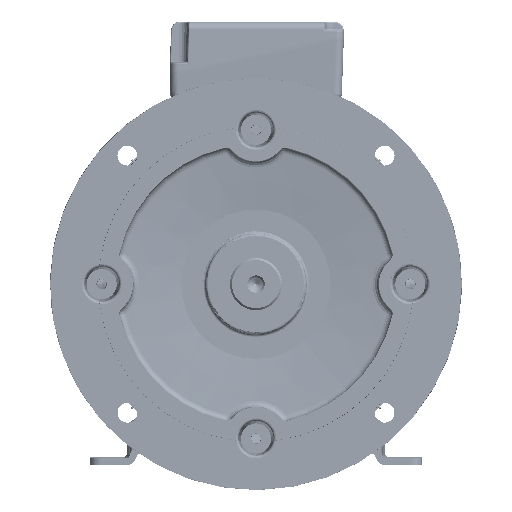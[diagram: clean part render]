
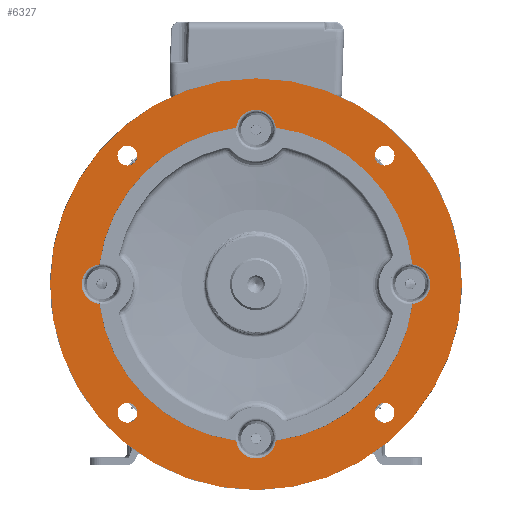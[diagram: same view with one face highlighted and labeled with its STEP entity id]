
A CAD part, left-side view. The second image highlights one B-rep face of the part: STEP entity #6327.
In plain terms, the highlighted planar face has unit normal (-1, 0, 0).
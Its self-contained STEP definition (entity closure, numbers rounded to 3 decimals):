
#6327 = ADVANCED_FACE( '', ( #16602, #16603, #16604, #16605, #16606, #16607 ), #16608, .T. );
#16602 = FACE_BOUND( '', #50087, .T. );
#16603 = FACE_BOUND( '', #50088, .T. );
#16604 = FACE_BOUND( '', #50089, .T. );
#16605 = FACE_BOUND( '', #50090, .T. );
#16606 = FACE_OUTER_BOUND( '', #50091, .T. );
#16607 = FACE_BOUND( '', #50092, .T. );
#16608 = PLANE( '', #50093 );
#50087 = EDGE_LOOP( '', ( #162648 ) );
#50088 = EDGE_LOOP( '', ( #162649 ) );
#50089 = EDGE_LOOP( '', ( #162650 ) );
#50090 = EDGE_LOOP( '', ( #162651 ) );
#50091 = EDGE_LOOP( '', ( #162652 ) );
#50092 = EDGE_LOOP( '', ( #162653, #162654, #162655, #162656, #162657, #162658, #162659, #162660 ) );
#50093 = AXIS2_PLACEMENT_3D( '', #162661, #162662, #162663 );
#162648 = ORIENTED_EDGE( '', *, *, #197500, .F. );
#162649 = ORIENTED_EDGE( '', *, *, #197501, .F. );
#162650 = ORIENTED_EDGE( '', *, *, #193821, .F. );
#162651 = ORIENTED_EDGE( '', *, *, #197502, .F. );
#162652 = ORIENTED_EDGE( '', *, *, #195797, .T. );
#162653 = ORIENTED_EDGE( '', *, *, #197503, .F. );
#162654 = ORIENTED_EDGE( '', *, *, #197504, .T. );
#162655 = ORIENTED_EDGE( '', *, *, #194115, .F. );
#162656 = ORIENTED_EDGE( '', *, *, #197505, .T. );
#162657 = ORIENTED_EDGE( '', *, *, #197506, .F. );
#162658 = ORIENTED_EDGE( '', *, *, #197507, .T. );
#162659 = ORIENTED_EDGE( '', *, *, #195275, .F. );
#162660 = ORIENTED_EDGE( '', *, *, #197508, .T. );
#162661 = CARTESIAN_POINT( '', ( -325.799, 0., 115. ) );
#162662 = DIRECTION( '', ( -1., 0., 0. ) );
#162663 = DIRECTION( '', ( 0., 0., 1. ) );
#193821 = EDGE_CURVE( '', #209971, #209971, #209972, .T. );
#194115 = EDGE_CURVE( '', #210499, #210501, #210502, .T. );
#195275 = EDGE_CURVE( '', #212538, #212540, #212541, .T. );
#195797 = EDGE_CURVE( '', #213433, #213433, #213434, .T. );
#197500 = EDGE_CURVE( '', #216275, #216275, #216276, .T. );
#197501 = EDGE_CURVE( '', #216277, #216277, #216278, .T. );
#197502 = EDGE_CURVE( '', #216279, #216279, #216280, .T. );
#197503 = EDGE_CURVE( '', #216281, #216282, #216283, .T. );
#197504 = EDGE_CURVE( '', #216281, #210501, #216284, .F. );
#197505 = EDGE_CURVE( '', #210499, #216285, #216286, .F. );
#197506 = EDGE_CURVE( '', #216287, #216285, #216288, .T. );
#197507 = EDGE_CURVE( '', #216287, #212540, #216289, .F. );
#197508 = EDGE_CURVE( '', #212538, #216282, #216290, .F. );
#209971 = VERTEX_POINT( '', #235475 );
#209972 = CIRCLE( '', #235476, 7.25 );
#210499 = VERTEX_POINT( '', #237542 );
#210501 = VERTEX_POINT( '', #237559 );
#210502 = CIRCLE( '', #237560, 115. );
#212538 = VERTEX_POINT( '', #245873 );
#212540 = VERTEX_POINT( '', #245890 );
#212541 = CIRCLE( '', #245891, 115. );
#213433 = VERTEX_POINT( '', #249505 );
#213434 = CIRCLE( '', #249506, 150. );
#216275 = VERTEX_POINT( '', #261595 );
#216276 = CIRCLE( '', #261596, 7.25 );
#216277 = VERTEX_POINT( '', #261597 );
#216278 = CIRCLE( '', #261598, 7.25 );
#216279 = VERTEX_POINT( '', #261599 );
#216280 = CIRCLE( '', #261600, 7.25 );
#216281 = VERTEX_POINT( '', #261601 );
#216282 = VERTEX_POINT( '', #261602 );
#216283 = CIRCLE( '', #261603, 115. );
#216284 = CIRCLE( '', #261604, 14.495 );
#216285 = VERTEX_POINT( '', #261605 );
#216286 = CIRCLE( '', #261606, 14.495 );
#216287 = VERTEX_POINT( '', #261607 );
#216288 = CIRCLE( '', #261608, 115. );
#216289 = CIRCLE( '', #261609, 14.495 );
#216290 = CIRCLE( '', #261610, 14.495 );
#235475 = CARTESIAN_POINT( '', ( -325.799, 93.692, -86.442 ) );
#235476 = AXIS2_PLACEMENT_3D( '', #332323, #332324, #332325 );
#237542 = CARTESIAN_POINT( '', ( -325.799, 14.407, 114.094 ) );
#237559 = CARTESIAN_POINT( '', ( -325.799, 114.094, 14.407 ) );
#237560 = AXIS2_PLACEMENT_3D( '', #332694, #332695, #332696 );
#245873 = CARTESIAN_POINT( '', ( -325.799, -14.407, -114.094 ) );
#245890 = CARTESIAN_POINT( '', ( -325.799, -114.094, -14.407 ) );
#245891 = AXIS2_PLACEMENT_3D( '', #334040, #334041, #334042 );
#249505 = CARTESIAN_POINT( '', ( -325.799, 0., 150. ) );
#249506 = AXIS2_PLACEMENT_3D( '', #334684, #334685, #334686 );
#261595 = CARTESIAN_POINT( '', ( -325.799, -93.692, 100.942 ) );
#261596 = AXIS2_PLACEMENT_3D( '', #336780, #336781, #336782 );
#261597 = CARTESIAN_POINT( '', ( -325.799, 93.692, 100.942 ) );
#261598 = AXIS2_PLACEMENT_3D( '', #336783, #336784, #336785 );
#261599 = CARTESIAN_POINT( '', ( -325.799, -93.692, -86.442 ) );
#261600 = AXIS2_PLACEMENT_3D( '', #336786, #336787, #336788 );
#261601 = CARTESIAN_POINT( '', ( -325.799, 114.094, -14.407 ) );
#261602 = CARTESIAN_POINT( '', ( -325.799, 14.407, -114.094 ) );
#261603 = AXIS2_PLACEMENT_3D( '', #336789, #336790, #336791 );
#261604 = AXIS2_PLACEMENT_3D( '', #336792, #336793, #336794 );
#261605 = CARTESIAN_POINT( '', ( -325.799, -14.407, 114.094 ) );
#261606 = AXIS2_PLACEMENT_3D( '', #336795, #336796, #336797 );
#261607 = CARTESIAN_POINT( '', ( -325.799, -114.094, 14.407 ) );
#261608 = AXIS2_PLACEMENT_3D( '', #336798, #336799, #336800 );
#261609 = AXIS2_PLACEMENT_3D( '', #336801, #336802, #336803 );
#261610 = AXIS2_PLACEMENT_3D( '', #336804, #336805, #336806 );
#332323 = CARTESIAN_POINT( '', ( -325.799, 93.692, -93.692 ) );
#332324 = DIRECTION( '', ( -1., 0., 0. ) );
#332325 = DIRECTION( '', ( 0., 0., 1. ) );
#332694 = CARTESIAN_POINT( '', ( -325.799, 0., 0. ) );
#332695 = DIRECTION( '', ( -1., 0., 0. ) );
#332696 = DIRECTION( '', ( 0., 0., 1. ) );
#334040 = CARTESIAN_POINT( '', ( -325.799, 0., 0. ) );
#334041 = DIRECTION( '', ( -1., 0., 0. ) );
#334042 = DIRECTION( '', ( 0., 0., 1. ) );
#334684 = CARTESIAN_POINT( '', ( -325.799, 0., 0. ) );
#334685 = DIRECTION( '', ( -1., 0., 0. ) );
#334686 = DIRECTION( '', ( 0., 0., 1. ) );
#336780 = CARTESIAN_POINT( '', ( -325.799, -93.692, 93.692 ) );
#336781 = DIRECTION( '', ( -1., 0., 0. ) );
#336782 = DIRECTION( '', ( 0., 0., 1. ) );
#336783 = CARTESIAN_POINT( '', ( -325.799, 93.692, 93.692 ) );
#336784 = DIRECTION( '', ( -1., 0., 0. ) );
#336785 = DIRECTION( '', ( 0., 0., 1. ) );
#336786 = CARTESIAN_POINT( '', ( -325.799, -93.692, -93.692 ) );
#336787 = DIRECTION( '', ( -1., 0., 0. ) );
#336788 = DIRECTION( '', ( 0., 0., 1. ) );
#336789 = CARTESIAN_POINT( '', ( -325.799, 0., 0. ) );
#336790 = DIRECTION( '', ( -1., 0., 0. ) );
#336791 = DIRECTION( '', ( 0., 0., 1. ) );
#336792 = CARTESIAN_POINT( '', ( -325.799, 112.5, 0. ) );
#336793 = DIRECTION( '', ( -1., 0., 0. ) );
#336794 = DIRECTION( '', ( 0., 0., 1. ) );
#336795 = CARTESIAN_POINT( '', ( -325.799, 0., 112.5 ) );
#336796 = DIRECTION( '', ( -1., 0., 0. ) );
#336797 = DIRECTION( '', ( 0., 0., 1. ) );
#336798 = CARTESIAN_POINT( '', ( -325.799, 0., 0. ) );
#336799 = DIRECTION( '', ( -1., 0., 0. ) );
#336800 = DIRECTION( '', ( 0., 0., 1. ) );
#336801 = CARTESIAN_POINT( '', ( -325.799, -112.5, 0. ) );
#336802 = DIRECTION( '', ( -1., 0., 0. ) );
#336803 = DIRECTION( '', ( 0., 0., 1. ) );
#336804 = CARTESIAN_POINT( '', ( -325.799, 0., -112.5 ) );
#336805 = DIRECTION( '', ( -1., 0., 0. ) );
#336806 = DIRECTION( '', ( 0., 0., 1. ) );
